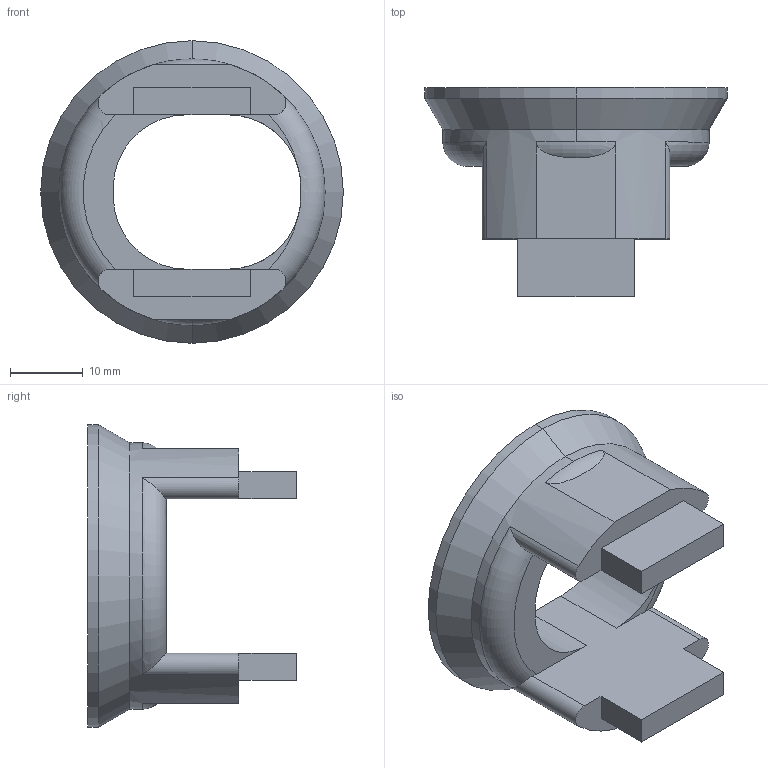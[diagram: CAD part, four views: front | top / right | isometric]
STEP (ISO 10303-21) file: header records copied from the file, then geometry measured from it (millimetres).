
FILE_DESCRIPTION (( 'STEP AP214' ), '1' );
FILE_NAME ('neck-round-bottom.STEP', '2024-04-27T22:29:52', ( '' ), ( '' ), 'SwSTEP 2.0', 'SolidWorks 2023', '' );
FILE_SCHEMA (( 'AUTOMOTIVE_DESIGN' ));
Length unit declared in the file: millimetre
Products named in the file (1): neck-round-bottom
Bounding box: 41.67 x 28.75 x 41.67 mm (x, y, z)
Volume: 11315.4 mm3; surface area: 5404.6 mm2
Topology: 1 solids, 1 shells, 39 faces, 109 edges, 71 vertices
Faces by surface type: plane 20, cylinder 12, torus 5, cone 2
Entity records: 1655 total; most frequent: CARTESIAN_POINT 621, ORIENTED_EDGE 218, DIRECTION 207, EDGE_CURVE 109, AXIS2_PLACEMENT_3D 72, VERTEX_POINT 71, LINE 63, VECTOR 63
